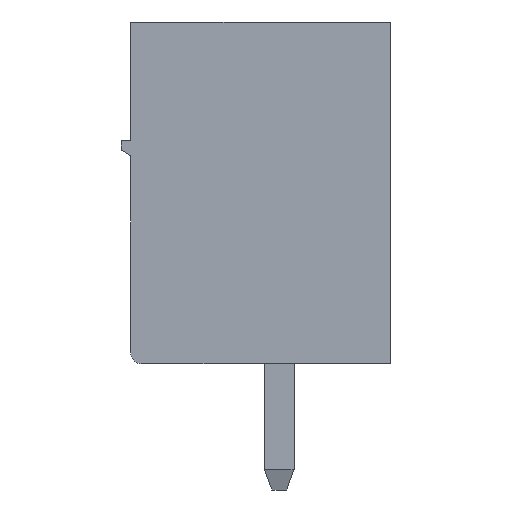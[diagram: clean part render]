
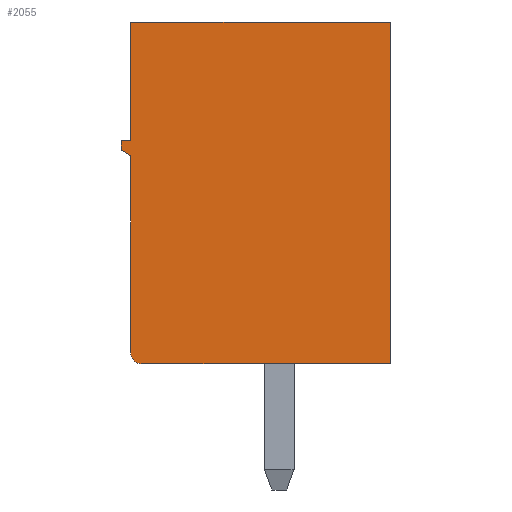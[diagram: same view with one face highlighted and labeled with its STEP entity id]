
A CAD part, left-side view. The second image highlights one B-rep face of the part: STEP entity #2055.
In plain terms, the highlighted planar face has unit normal (-1, 0, 0).
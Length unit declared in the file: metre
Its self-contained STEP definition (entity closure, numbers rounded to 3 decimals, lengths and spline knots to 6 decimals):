
#2055=ADVANCED_FACE('',(#5543),#5544,.T.);
#5543=FACE_OUTER_BOUND('',#10509,.T.);
#5544=PLANE('',#10510);
#10509=EDGE_LOOP('',(#17365,#17366,#17367,#17368,#17369,#17370,#17371,#17372,#17373));
#10510=AXIS2_PLACEMENT_3D('',#17374,#17375,#17376);
#17365=ORIENTED_EDGE('',*,*,#29503,.F.);
#17366=ORIENTED_EDGE('',*,*,#29506,.F.);
#17367=ORIENTED_EDGE('',*,*,#29493,.F.);
#17368=ORIENTED_EDGE('',*,*,#29485,.F.);
#17369=ORIENTED_EDGE('',*,*,#29491,.T.);
#17370=ORIENTED_EDGE('',*,*,#30226,.T.);
#17371=ORIENTED_EDGE('',*,*,#29849,.T.);
#17372=ORIENTED_EDGE('',*,*,#29523,.T.);
#17373=ORIENTED_EDGE('',*,*,#29498,.F.);
#17374=CARTESIAN_POINT('',(-1.087027,0.01036,-0.008267));
#17375=DIRECTION('',(-1.0,0.,0.0));
#17376=DIRECTION('',(0.,-1.0,0.0));
#29485=EDGE_CURVE('',#35210,#35213,#35214,.T.);
#29491=EDGE_CURVE('',#35210,#35221,#35223,.T.);
#29493=EDGE_CURVE('',#35213,#35225,#35226,.T.);
#29498=EDGE_CURVE('',#35231,#35234,#35235,.T.);
#29503=EDGE_CURVE('',#35240,#35231,#35243,.T.);
#29506=EDGE_CURVE('',#35225,#35240,#35246,.T.);
#29523=EDGE_CURVE('',#35277,#35234,#35278,.T.);
#29849=EDGE_CURVE('',#35927,#35277,#35928,.T.);
#30226=EDGE_CURVE('',#35221,#35927,#36634,.T.);
#35210=VERTEX_POINT('',#43558);
#35213=VERTEX_POINT('',#43562);
#35214=LINE('',#43563,#43564);
#35221=VERTEX_POINT('',#43573);
#35223=CIRCLE('',#43576,0.0003);
#35225=VERTEX_POINT('',#43578);
#35226=LINE('',#43579,#43580);
#35231=VERTEX_POINT('',#43587);
#35234=VERTEX_POINT('',#43591);
#35235=LINE('',#43592,#43593);
#35240=VERTEX_POINT('',#43600);
#35243=LINE('',#43604,#43605);
#35246=LINE('',#43609,#43610);
#35277=VERTEX_POINT('',#43655);
#35278=LINE('',#43656,#43657);
#35927=VERTEX_POINT('',#44607);
#35928=LINE('',#44608,#44609);
#36634=LINE('',#45666,#45667);
#43558=CARTESIAN_POINT('',(-1.087027,0.01086,-0.007967));
#43562=CARTESIAN_POINT('',(-1.087027,0.01086,-0.002667));
#43563=CARTESIAN_POINT('',(-1.087027,0.01086,-0.008267));
#43564=VECTOR('',#55921,1.0);
#43573=CARTESIAN_POINT('',(-1.087027,0.01056,-0.008267));
#43576=AXIS2_PLACEMENT_3D('',#55928,#55929,#55930);
#43578=CARTESIAN_POINT('',(-1.087027,0.01111,-0.002517));
#43579=CARTESIAN_POINT('',(-1.087027,0.008021,-0.00437));
#43580=VECTOR('',#55931,1.0);
#43587=CARTESIAN_POINT('',(-1.087027,0.01086,-0.002267));
#43591=CARTESIAN_POINT('',(-1.087027,0.01086,0.000933));
#43592=CARTESIAN_POINT('',(-1.087027,0.01086,-0.008267));
#43593=VECTOR('',#55935,1.0);
#43600=CARTESIAN_POINT('',(-1.087027,0.01111,-0.002267));
#43604=CARTESIAN_POINT('',(-1.087027,0.01036,-0.002267));
#43605=VECTOR('',#55939,1.0);
#43609=CARTESIAN_POINT('',(-1.087027,0.01111,-0.008267));
#43610=VECTOR('',#55941,1.0);
#43655=CARTESIAN_POINT('',(-1.087027,0.00386,0.000933));
#43656=CARTESIAN_POINT('',(-1.087027,0.01036,0.000933));
#43657=VECTOR('',#55959,1.0);
#44607=CARTESIAN_POINT('',(-1.087027,0.00386,-0.008267));
#44608=CARTESIAN_POINT('',(-1.087027,0.00386,-0.008267));
#44609=VECTOR('',#56330,1.0);
#45666=CARTESIAN_POINT('',(-1.087027,0.01036,-0.008267));
#45667=VECTOR('',#56754,1.0);
#55921=DIRECTION('',(0.,0.,1.0));
#55928=CARTESIAN_POINT('',(-1.087027,0.01056,-0.007967));
#55929=DIRECTION('',(-1.0,0.,0.0));
#55930=DIRECTION('',(0.,-1.0,0.0));
#55931=DIRECTION('',(0.,0.857,0.514));
#55935=DIRECTION('',(0.,0.,1.0));
#55939=DIRECTION('',(0.,-1.0,0.));
#55941=DIRECTION('',(0.,0.,1.0));
#55959=DIRECTION('',(0.,1.0,-0.0));
#56330=DIRECTION('',(0.0,0.0,1.0));
#56754=DIRECTION('',(0.,-1.0,0.0));
